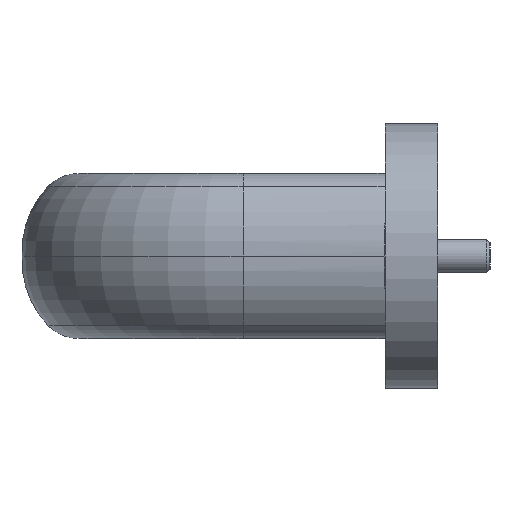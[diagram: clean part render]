
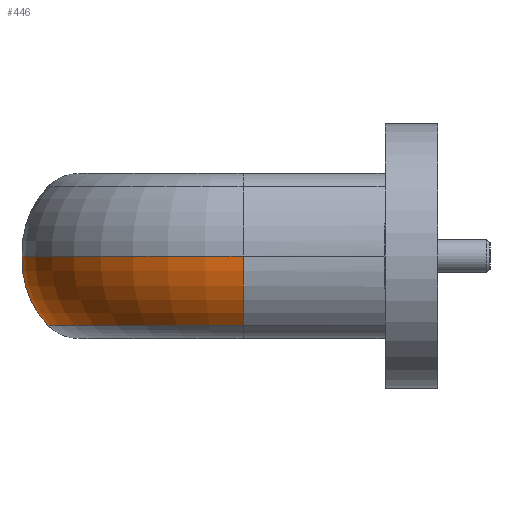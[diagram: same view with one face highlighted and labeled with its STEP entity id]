
A CAD part, left-side view. The second image highlights one B-rep face of the part: STEP entity #446.
In plain terms, the highlighted toroidal (fillet/blend) face has major radius 19.114 mm and minor radius 14.4 mm.
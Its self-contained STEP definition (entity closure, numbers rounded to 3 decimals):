
#446 = ADVANCED_FACE( '', ( #988 ), #989, .T. );
#988 = FACE_OUTER_BOUND( '', #1599, .T. );
#989 = TOROIDAL_SURFACE( '', #1600, 19.114, 14.4 );
#1599 = EDGE_LOOP( '', ( #2783, #2784, #2785, #2786 ) );
#1600 = AXIS2_PLACEMENT_3D( '', #2787, #2788, #2789 );
#2783 = ORIENTED_EDGE( '', *, *, #3528, .T. );
#2784 = ORIENTED_EDGE( '', *, *, #3429, .F. );
#2785 = ORIENTED_EDGE( '', *, *, #3493, .F. );
#2786 = ORIENTED_EDGE( '', *, *, #3408, .T. );
#2787 = CARTESIAN_POINT( '', ( 25., 29.5, -0.631 ) );
#2788 = DIRECTION( '', ( 0., 0., -1. ) );
#2789 = DIRECTION( '', ( -1., 0., 0. ) );
#3408 = EDGE_CURVE( '', #4083, #4081, #4084, .T. );
#3429 = EDGE_CURVE( '', #4115, #4116, #4117, .T. );
#3493 = EDGE_CURVE( '', #4083, #4115, #4208, .T. );
#3528 = EDGE_CURVE( '', #4081, #4116, #4256, .T. );
#4081 = VERTEX_POINT( '', #4939 );
#4083 = VERTEX_POINT( '', #4942 );
#4084 = CIRCLE( '', #4943, 14.4 );
#4115 = VERTEX_POINT( '', #4976 );
#4116 = VERTEX_POINT( '', #4977 );
#4117 = CIRCLE( '', #4978, 14.4 );
#4208 = CIRCLE( '', #5095, 29.6 );
#4256 = CIRCLE( '', #5152, 33.5 );
#4939 = CARTESIAN_POINT( '', ( -8.5, 29.5, 0. ) );
#4942 = CARTESIAN_POINT( '', ( -4.6, 29.5, -10.5 ) );
#4943 = AXIS2_PLACEMENT_3D( '', #5748, #5749, #5750 );
#4976 = CARTESIAN_POINT( '', ( 25., 59.1, -10.5 ) );
#4977 = CARTESIAN_POINT( '', ( 25., 63., 0. ) );
#4978 = AXIS2_PLACEMENT_3D( '', #5786, #5787, #5788 );
#5095 = AXIS2_PLACEMENT_3D( '', #5872, #5873, #5874 );
#5152 = AXIS2_PLACEMENT_3D( '', #5929, #5930, #5931 );
#5748 = CARTESIAN_POINT( '', ( 5.886, 29.5, -0.631 ) );
#5749 = DIRECTION( '', ( 0., 1., 0. ) );
#5750 = DIRECTION( '', ( 1., 0., 0. ) );
#5786 = CARTESIAN_POINT( '', ( 25., 48.614, -0.631 ) );
#5787 = DIRECTION( '', ( 1., 0., 0. ) );
#5788 = DIRECTION( '', ( 0., -1., 0. ) );
#5872 = CARTESIAN_POINT( '', ( 25., 29.5, -10.5 ) );
#5873 = DIRECTION( '', ( 0., 0., -1. ) );
#5874 = DIRECTION( '', ( -1., 0., 0. ) );
#5929 = CARTESIAN_POINT( '', ( 25., 29.5, 0. ) );
#5930 = DIRECTION( '', ( 0., 0., -1. ) );
#5931 = DIRECTION( '', ( -1., 0., 0. ) );
